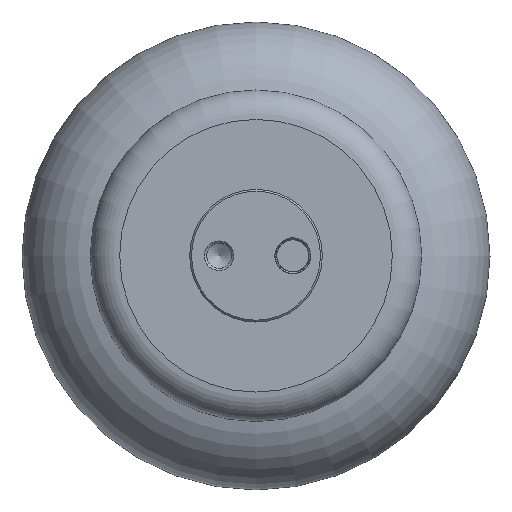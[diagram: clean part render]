
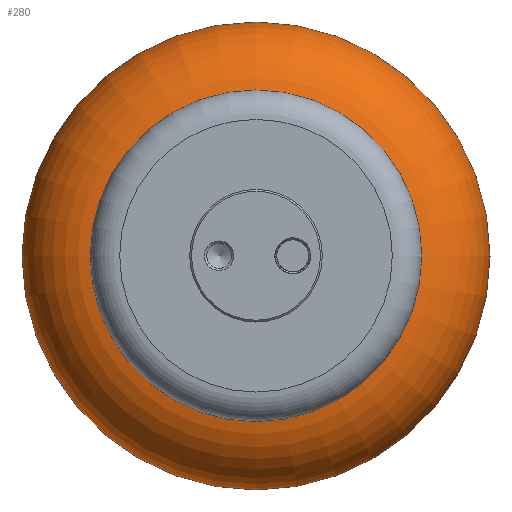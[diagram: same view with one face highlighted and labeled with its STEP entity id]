
A CAD part, top view. The second image highlights one B-rep face of the part: STEP entity #280.
In plain terms, the highlighted toroidal (fillet/blend) face has major radius 40.5 mm and minor radius 23 mm.
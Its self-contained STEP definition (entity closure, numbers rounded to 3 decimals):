
#216=TOROIDAL_SURFACE('',#1023,40.5,23.);
#280=ADVANCED_FACE('',(#402,#403),#216,.T.);
#402=FACE_BOUND('',#532,.T.);
#403=FACE_BOUND('',#533,.T.);
#532=EDGE_LOOP('',(#678));
#533=EDGE_LOOP('',(#679));
#678=ORIENTED_EDGE('',*,*,#845,.F.);
#679=ORIENTED_EDGE('',*,*,#846,.F.);
#768=VERTEX_POINT('',#6266);
#769=VERTEX_POINT('',#6269);
#845=EDGE_CURVE('',#768,#768,#910,.T.);
#846=EDGE_CURVE('',#769,#769,#911,.T.);
#910=CIRCLE('',#1020,40.5);
#911=CIRCLE('',#1022,40.5);
#1020=AXIS2_PLACEMENT_3D('',#6265,#1245,#1246);
#1022=AXIS2_PLACEMENT_3D('',#6268,#1249,#1250);
#1023=AXIS2_PLACEMENT_3D('',#6270,#1251,#1252);
#1245=DIRECTION('',(0.,0.,-1.));
#1246=DIRECTION('',(-1.,0.,0.));
#1249=DIRECTION('',(0.,0.,1.));
#1250=DIRECTION('',(-1.,0.,0.));
#1251=DIRECTION('',(0.,0.,-1.));
#1252=DIRECTION('',(-1.,0.,0.));
#6265=CARTESIAN_POINT('',(0.,0.,16.));
#6266=CARTESIAN_POINT('',(-40.5,0.,16.));
#6268=CARTESIAN_POINT('',(0.,0.,62.));
#6269=CARTESIAN_POINT('',(-40.5,0.,62.));
#6270=CARTESIAN_POINT('',(0.,0.,39.));
